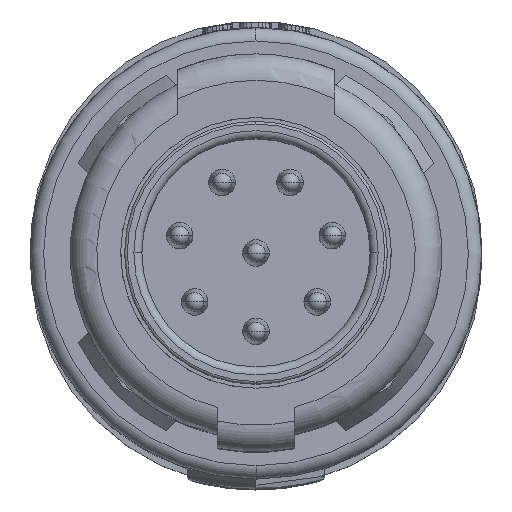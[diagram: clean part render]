
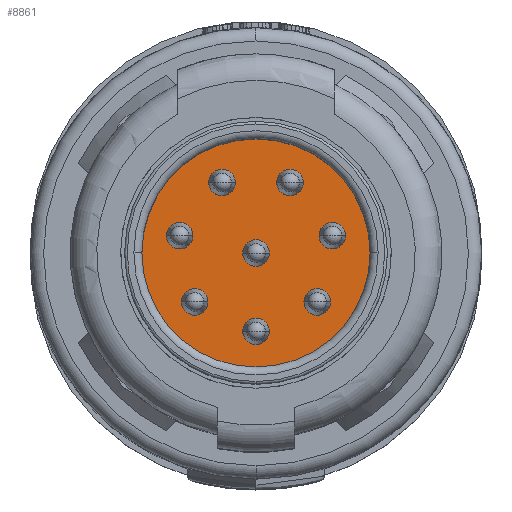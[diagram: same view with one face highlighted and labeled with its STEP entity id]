
A CAD part, top view. The second image highlights one B-rep face of the part: STEP entity #8861.
In plain terms, the highlighted planar face has unit normal (0, 0, 1).
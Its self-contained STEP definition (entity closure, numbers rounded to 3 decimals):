
#31=CARTESIAN_POINT('',(0.,0.,22.8));
#32=DIRECTION('',(0.,0.,1.));
#33=DIRECTION('',(-1.,0.,0.));
#34=AXIS2_PLACEMENT_3D('',#31,#32,#33);
#40=CARTESIAN_POINT('',(0.,0.,22.8));
#41=DIRECTION('',(0.,0.,1.));
#42=DIRECTION('',(1.,0.,0.));
#43=AXIS2_PLACEMENT_3D('',#40,#41,#42);
#49=CARTESIAN_POINT('',(-2.876,0.656,22.8));
#50=DIRECTION('',(0.,0.,1.));
#51=DIRECTION('',(1.,0.,0.));
#52=AXIS2_PLACEMENT_3D('',#49,#50,#51);
#59=CARTESIAN_POINT('',(-2.876,0.656,22.8));
#60=DIRECTION('',(0.,0.,1.));
#61=DIRECTION('',(-1.,0.,0.));
#62=AXIS2_PLACEMENT_3D('',#59,#60,#61);
#105=CARTESIAN_POINT('',(-1.28,2.658,22.8));
#106=DIRECTION('',(0.,0.,1.));
#107=DIRECTION('',(1.,0.,0.));
#108=AXIS2_PLACEMENT_3D('',#105,#106,#107);
#115=CARTESIAN_POINT('',(-1.28,2.658,22.8));
#116=DIRECTION('',(0.,0.,1.));
#117=DIRECTION('',(-1.,0.,0.));
#118=AXIS2_PLACEMENT_3D('',#115,#116,#117);
#161=CARTESIAN_POINT('',(1.28,2.658,22.8));
#162=DIRECTION('',(0.,0.,1.));
#163=DIRECTION('',(1.,0.,0.));
#164=AXIS2_PLACEMENT_3D('',#161,#162,#163);
#171=CARTESIAN_POINT('',(1.28,2.658,22.8));
#172=DIRECTION('',(0.,0.,1.));
#173=DIRECTION('',(-1.,0.,0.));
#174=AXIS2_PLACEMENT_3D('',#171,#172,#173);
#217=CARTESIAN_POINT('',(0.,0.,22.8));
#218=DIRECTION('',(0.,0.,1.));
#219=DIRECTION('',(1.,0.,0.));
#220=AXIS2_PLACEMENT_3D('',#217,#218,#219);
#227=CARTESIAN_POINT('',(0.,0.,22.8));
#228=DIRECTION('',(0.,0.,1.));
#229=DIRECTION('',(-1.,0.,0.));
#230=AXIS2_PLACEMENT_3D('',#227,#228,#229);
#273=CARTESIAN_POINT('',(2.876,0.656,22.8));
#274=DIRECTION('',(0.,0.,1.));
#275=DIRECTION('',(1.,0.,0.));
#276=AXIS2_PLACEMENT_3D('',#273,#274,#275);
#283=CARTESIAN_POINT('',(2.876,0.656,22.8));
#284=DIRECTION('',(0.,0.,1.));
#285=DIRECTION('',(-1.,0.,0.));
#286=AXIS2_PLACEMENT_3D('',#283,#284,#285);
#329=CARTESIAN_POINT('',(2.306,-1.84,22.8));
#330=DIRECTION('',(0.,0.,1.));
#331=DIRECTION('',(1.,0.,0.));
#332=AXIS2_PLACEMENT_3D('',#329,#330,#331);
#339=CARTESIAN_POINT('',(2.306,-1.84,22.8));
#340=DIRECTION('',(0.,0.,1.));
#341=DIRECTION('',(-1.,0.,0.));
#342=AXIS2_PLACEMENT_3D('',#339,#340,#341);
#385=CARTESIAN_POINT('',(-2.31,-1.84,22.8));
#386=DIRECTION('',(0.,0.,1.));
#387=DIRECTION('',(1.,0.,0.));
#388=AXIS2_PLACEMENT_3D('',#385,#386,#387);
#395=CARTESIAN_POINT('',(-2.31,-1.84,22.8));
#396=DIRECTION('',(0.,0.,1.));
#397=DIRECTION('',(-1.,0.,0.));
#398=AXIS2_PLACEMENT_3D('',#395,#396,#397);
#441=CARTESIAN_POINT('',(0.,-2.95,22.8));
#442=DIRECTION('',(0.,0.,1.));
#443=DIRECTION('',(1.,0.,0.));
#444=AXIS2_PLACEMENT_3D('',#441,#442,#443);
#451=CARTESIAN_POINT('',(0.,-2.95,22.8));
#452=DIRECTION('',(0.,0.,1.));
#453=DIRECTION('',(-1.,0.,0.));
#454=AXIS2_PLACEMENT_3D('',#451,#452,#453);
#8634=CARTESIAN_POINT('',(-4.3,0.,22.8));
#8635=CARTESIAN_POINT('',(4.3,0.,22.8));
#8636=VERTEX_POINT('',#8634);
#8637=VERTEX_POINT('',#8635);
#8710=CARTESIAN_POINT('',(-2.376,0.656,22.8));
#8711=CARTESIAN_POINT('',(-3.376,0.656,22.8));
#8712=VERTEX_POINT('',#8710);
#8713=VERTEX_POINT('',#8711);
#8714=CARTESIAN_POINT('',(-0.78,2.658,22.8));
#8715=CARTESIAN_POINT('',(-1.78,2.658,22.8));
#8716=VERTEX_POINT('',#8714);
#8717=VERTEX_POINT('',#8715);
#8718=CARTESIAN_POINT('',(1.78,2.658,22.8));
#8719=CARTESIAN_POINT('',(0.78,2.658,22.8));
#8720=VERTEX_POINT('',#8718);
#8721=VERTEX_POINT('',#8719);
#8722=CARTESIAN_POINT('',(0.5,0.,22.8));
#8723=CARTESIAN_POINT('',(-0.5,0.,22.8));
#8724=VERTEX_POINT('',#8722);
#8725=VERTEX_POINT('',#8723);
#8726=CARTESIAN_POINT('',(3.376,0.656,22.8));
#8727=CARTESIAN_POINT('',(2.376,0.656,22.8));
#8728=VERTEX_POINT('',#8726);
#8729=VERTEX_POINT('',#8727);
#8730=CARTESIAN_POINT('',(2.806,-1.84,22.8));
#8731=CARTESIAN_POINT('',(1.806,-1.84,22.8));
#8732=VERTEX_POINT('',#8730);
#8733=VERTEX_POINT('',#8731);
#8734=CARTESIAN_POINT('',(-1.81,-1.84,22.8));
#8735=CARTESIAN_POINT('',(-2.81,-1.84,22.8));
#8736=VERTEX_POINT('',#8734);
#8737=VERTEX_POINT('',#8735);
#8738=CARTESIAN_POINT('',(0.5,-2.95,22.8));
#8739=CARTESIAN_POINT('',(-0.5,-2.95,22.8));
#8740=VERTEX_POINT('',#8738);
#8741=VERTEX_POINT('',#8739);
#8803=CARTESIAN_POINT('',(0.,0.,22.8));
#8804=DIRECTION('',(0.,0.,-1.));
#8805=DIRECTION('',(0.,-1.,0.));
#8806=AXIS2_PLACEMENT_3D('',#8803,#8804,#8805);
#8807=PLANE('',#8806);
#8808=ORIENTED_EDGE('',*,*,#8793,.F.);
#8810=ORIENTED_EDGE('',*,*,#8809,.F.);
#8811=EDGE_LOOP('',(#8808,#8810));
#8812=FACE_OUTER_BOUND('',#8811,.F.);
#8814=ORIENTED_EDGE('',*,*,#8813,.T.);
#8816=ORIENTED_EDGE('',*,*,#8815,.T.);
#8817=EDGE_LOOP('',(#8814,#8816));
#8818=FACE_BOUND('',#8817,.F.);
#8820=ORIENTED_EDGE('',*,*,#8819,.T.);
#8822=ORIENTED_EDGE('',*,*,#8821,.T.);
#8823=EDGE_LOOP('',(#8820,#8822));
#8824=FACE_BOUND('',#8823,.F.);
#8826=ORIENTED_EDGE('',*,*,#8825,.T.);
#8828=ORIENTED_EDGE('',*,*,#8827,.T.);
#8829=EDGE_LOOP('',(#8826,#8828));
#8830=FACE_BOUND('',#8829,.F.);
#8832=ORIENTED_EDGE('',*,*,#8831,.T.);
#8834=ORIENTED_EDGE('',*,*,#8833,.T.);
#8835=EDGE_LOOP('',(#8832,#8834));
#8836=FACE_BOUND('',#8835,.F.);
#8838=ORIENTED_EDGE('',*,*,#8837,.T.);
#8840=ORIENTED_EDGE('',*,*,#8839,.T.);
#8841=EDGE_LOOP('',(#8838,#8840));
#8842=FACE_BOUND('',#8841,.F.);
#8844=ORIENTED_EDGE('',*,*,#8843,.T.);
#8846=ORIENTED_EDGE('',*,*,#8845,.T.);
#8847=EDGE_LOOP('',(#8844,#8846));
#8848=FACE_BOUND('',#8847,.F.);
#8850=ORIENTED_EDGE('',*,*,#8849,.T.);
#8852=ORIENTED_EDGE('',*,*,#8851,.T.);
#8853=EDGE_LOOP('',(#8850,#8852));
#8854=FACE_BOUND('',#8853,.F.);
#8856=ORIENTED_EDGE('',*,*,#8855,.T.);
#8858=ORIENTED_EDGE('',*,*,#8857,.T.);
#8859=EDGE_LOOP('',(#8856,#8858));
#8860=FACE_BOUND('',#8859,.F.);
#8861=ADVANCED_FACE('',(#8812,#8818,#8824,#8830,#8836,#8842,#8848,#8854,#8860),
#8807,.F.);
#35=CIRCLE('',#34,4.3);
#44=CIRCLE('',#43,4.3);
#53=CIRCLE('',#52,0.5);
#63=CIRCLE('',#62,0.5);
#109=CIRCLE('',#108,0.5);
#119=CIRCLE('',#118,0.5);
#165=CIRCLE('',#164,0.5);
#175=CIRCLE('',#174,0.5);
#221=CIRCLE('',#220,0.5);
#231=CIRCLE('',#230,0.5);
#277=CIRCLE('',#276,0.5);
#287=CIRCLE('',#286,0.5);
#333=CIRCLE('',#332,0.5);
#343=CIRCLE('',#342,0.5);
#389=CIRCLE('',#388,0.5);
#399=CIRCLE('',#398,0.5);
#445=CIRCLE('',#444,0.5);
#455=CIRCLE('',#454,0.5);
#8793=EDGE_CURVE('',#8636,#8637,#35,.T.);
#8809=EDGE_CURVE('',#8637,#8636,#44,.T.);
#8813=EDGE_CURVE('',#8712,#8713,#53,.T.);
#8815=EDGE_CURVE('',#8713,#8712,#63,.T.);
#8819=EDGE_CURVE('',#8716,#8717,#109,.T.);
#8821=EDGE_CURVE('',#8717,#8716,#119,.T.);
#8825=EDGE_CURVE('',#8720,#8721,#165,.T.);
#8827=EDGE_CURVE('',#8721,#8720,#175,.T.);
#8831=EDGE_CURVE('',#8724,#8725,#221,.T.);
#8833=EDGE_CURVE('',#8725,#8724,#231,.T.);
#8837=EDGE_CURVE('',#8728,#8729,#277,.T.);
#8839=EDGE_CURVE('',#8729,#8728,#287,.T.);
#8843=EDGE_CURVE('',#8732,#8733,#333,.T.);
#8845=EDGE_CURVE('',#8733,#8732,#343,.T.);
#8849=EDGE_CURVE('',#8736,#8737,#389,.T.);
#8851=EDGE_CURVE('',#8737,#8736,#399,.T.);
#8855=EDGE_CURVE('',#8740,#8741,#445,.T.);
#8857=EDGE_CURVE('',#8741,#8740,#455,.T.);
